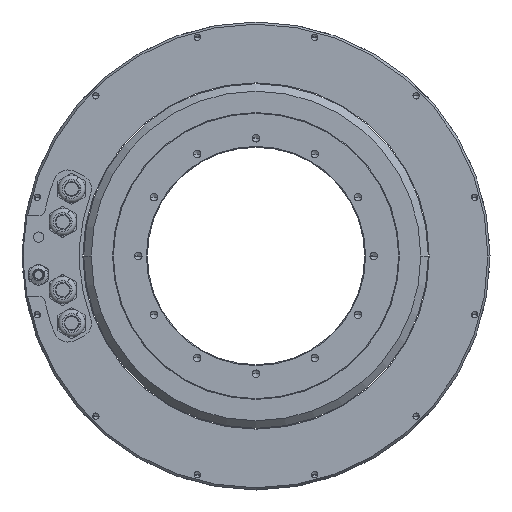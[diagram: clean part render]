
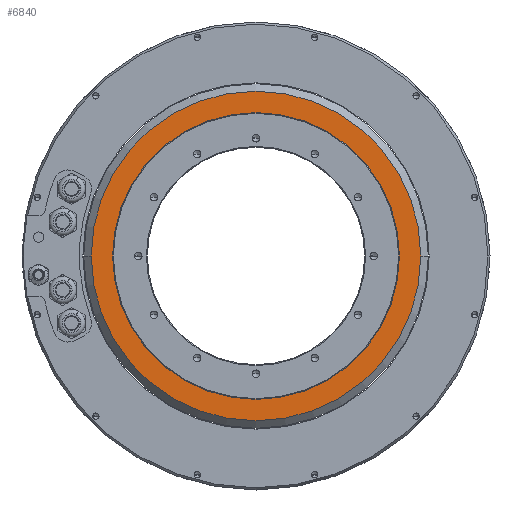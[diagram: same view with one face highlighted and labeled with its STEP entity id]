
A CAD part, left-side view. The second image highlights one B-rep face of the part: STEP entity #6840.
In plain terms, the highlighted planar face has unit normal (-1, 0, 0).
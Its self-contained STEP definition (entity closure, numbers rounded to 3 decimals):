
#5375=CARTESIAN_POINT('',(-28.,0.,0.));
#5376=DIRECTION('',(1.,0.,0.));
#5377=DIRECTION('',(0.,1.,0.));
#5378=AXIS2_PLACEMENT_3D('',#5375,#5376,#5377);
#5384=CARTESIAN_POINT('',(-28.,0.,0.));
#5385=DIRECTION('',(-1.,0.,0.));
#5386=DIRECTION('',(0.,1.,0.));
#5387=AXIS2_PLACEMENT_3D('',#5384,#5385,#5386);
#5389=CARTESIAN_POINT('',(-28.,0.,0.));
#5390=DIRECTION('',(-1.,0.,0.));
#5391=DIRECTION('',(0.,1.,0.));
#5392=AXIS2_PLACEMENT_3D('',#5389,#5390,#5391);
#5394=CARTESIAN_POINT('',(-28.,0.,0.));
#5395=DIRECTION('',(1.,0.,0.));
#5396=DIRECTION('',(0.,1.,0.));
#5397=AXIS2_PLACEMENT_3D('',#5394,#5395,#5396);
#6369=CARTESIAN_POINT('',(-28.,109.15,0.));
#6370=VERTEX_POINT('',#6369);
#6371=CARTESIAN_POINT('',(-28.,95.,0.));
#6373=VERTEX_POINT('',#6371);
#6403=CARTESIAN_POINT('',(-28.,-109.15,0.));
#6404=VERTEX_POINT('',#6403);
#6405=CARTESIAN_POINT('',(-28.,-95.,0.));
#6407=VERTEX_POINT('',#6405);
#6825=CARTESIAN_POINT('',(-28.,0.,0.));
#6826=DIRECTION('',(-1.,0.,0.));
#6827=DIRECTION('',(0.,1.,0.));
#6828=AXIS2_PLACEMENT_3D('',#6825,#6826,#6827);
#6829=PLANE('',#6828);
#6831=ORIENTED_EDGE('',*,*,#6830,.F.);
#6833=ORIENTED_EDGE('',*,*,#6832,.T.);
#6834=EDGE_LOOP('',(#6831,#6833));
#6835=FACE_OUTER_BOUND('',#6834,.F.);
#6836=ORIENTED_EDGE('',*,*,#6804,.F.);
#6837=ORIENTED_EDGE('',*,*,#6820,.T.);
#6838=EDGE_LOOP('',(#6836,#6837));
#6839=FACE_BOUND('',#6838,.F.);
#6840=ADVANCED_FACE('',(#6835,#6839),#6829,.T.);
#5379=CIRCLE('',#5378,95.);
#5388=CIRCLE('',#5387,95.);
#5393=CIRCLE('',#5392,109.15);
#5398=CIRCLE('',#5397,109.15);
#6804=EDGE_CURVE('',#6373,#6407,#5379,.T.);
#6820=EDGE_CURVE('',#6373,#6407,#5388,.T.);
#6830=EDGE_CURVE('',#6370,#6404,#5393,.T.);
#6832=EDGE_CURVE('',#6370,#6404,#5398,.T.);
